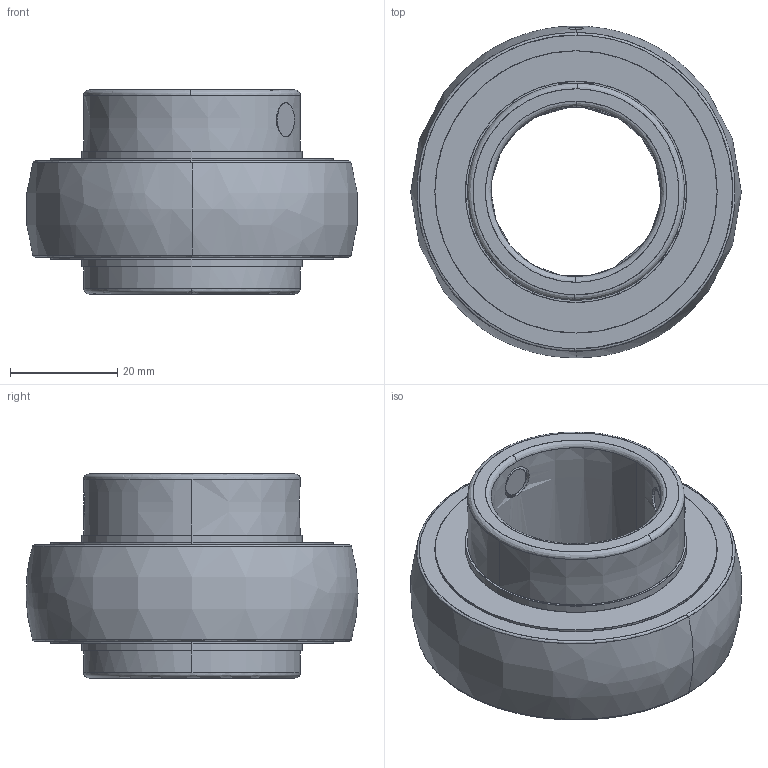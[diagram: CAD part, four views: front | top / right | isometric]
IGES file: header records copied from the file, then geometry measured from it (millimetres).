
Start section: SolidWorks IGES file using analytic representation for surfaces
Global section: file name: VSDEFAU1206161399449.igs; native system: SolidWorks 2012; preprocessor: SolidWorks 2012; author: partstream; date: 111206.161255; units: millimetre
Bounding box: 61.72 x 62 x 38.1 mm (x, y, z)
Surface area: 13715 mm2 (no closed solid volume)
Topology: 0 solids, 0 shells, 56 faces, 1625 edges, 1631 vertices
Faces by surface type: revolution 29, bspline 27
